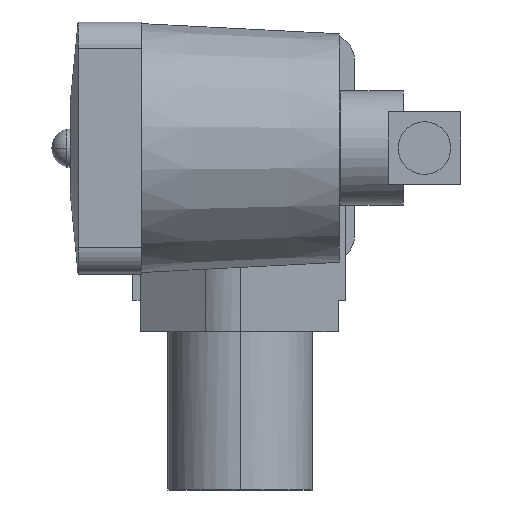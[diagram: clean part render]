
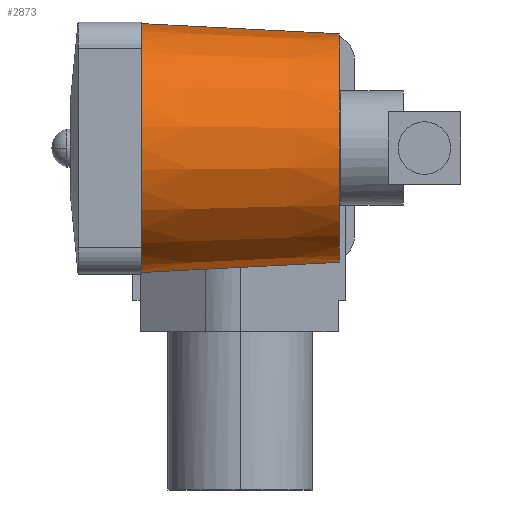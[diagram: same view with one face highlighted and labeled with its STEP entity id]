
A CAD part, left-side view. The second image highlights one B-rep face of the part: STEP entity #2873.
In plain terms, the highlighted conical face has half-angle 2.943 degrees and reference radius 30 mm.
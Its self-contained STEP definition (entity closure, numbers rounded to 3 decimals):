
#96 = EDGE_CURVE ( 'NONE', #2436, #3345, #2193, .T. ) ;
#175 = LINE ( 'NONE', #1238, #844 ) ;
#293 = CARTESIAN_POINT ( 'NONE',  ( 0., 59.5, 0. ) ) ;
#325 = DIRECTION ( 'NONE',  ( 0., 0., -1. ) ) ;
#335 = DIRECTION ( 'NONE',  ( 0., 0.999, 0.051 ) ) ;
#410 = EDGE_CURVE ( 'NONE', #2436, #3081, #1309, .T. ) ;
#522 = DIRECTION ( 'NONE',  ( 0., -1., 0. ) ) ;
#540 = CARTESIAN_POINT ( 'NONE',  ( 0., 7.5, 0. ) ) ;
#618 = VECTOR ( 'NONE', #335, 1000. ) ;
#761 = CARTESIAN_POINT ( 'NONE',  ( 0., 7.5, 30. ) ) ;
#844 = VECTOR ( 'NONE', #1529, 1000. ) ;
#893 = CARTESIAN_POINT ( 'NONE',  ( 0., 7.5, 30. ) ) ;
#987 = VERTEX_POINT ( 'NONE', #1317 ) ;
#1018 = DIRECTION ( 'NONE',  ( 0., 0., -1. ) ) ;
#1171 = DIRECTION ( 'NONE',  ( 0., 1., 0. ) ) ;
#1175 = AXIS2_PLACEMENT_3D ( 'NONE', #2019, #1171, #1956 ) ;
#1199 = ORIENTED_EDGE ( 'NONE', *, *, #410, .F. ) ;
#1238 = CARTESIAN_POINT ( 'NONE',  ( 0., 7.5, -30. ) ) ;
#1257 = AXIS2_PLACEMENT_3D ( 'NONE', #540, #522, #1018 ) ;
#1309 = CIRCLE ( 'NONE', #1257, 30. ) ;
#1317 = CARTESIAN_POINT ( 'NONE',  ( 0., 59.5, -32.673 ) ) ;
#1442 = ORIENTED_EDGE ( 'NONE', *, *, #96, .T. ) ;
#1457 = EDGE_CURVE ( 'NONE', #987, #3345, #1664, .T. ) ;
#1529 = DIRECTION ( 'NONE',  ( 0., 0.999, -0.051 ) ) ;
#1542 = CARTESIAN_POINT ( 'NONE',  ( 0., 59.5, 32.673 ) ) ;
#1664 = CIRCLE ( 'NONE', #2112, 32.673 ) ;
#1956 = DIRECTION ( 'NONE',  ( 0., 0., 1. ) ) ;
#2019 = CARTESIAN_POINT ( 'NONE',  ( 0., 7.5, 0. ) ) ;
#2112 = AXIS2_PLACEMENT_3D ( 'NONE', #293, #2754, #325 ) ;
#2152 = ORIENTED_EDGE ( 'NONE', *, *, #1457, .F. ) ;
#2178 = CARTESIAN_POINT ( 'NONE',  ( 0., 7.5, -30. ) ) ;
#2193 = LINE ( 'NONE', #893, #618 ) ;
#2436 = VERTEX_POINT ( 'NONE', #761 ) ;
#2511 = CONICAL_SURFACE ( 'NONE', #1175, 30., 0.051 ) ;
#2754 = DIRECTION ( 'NONE',  ( 0., 1., 0. ) ) ;
#2873 = ADVANCED_FACE ( 'NONE', ( #3049 ), #2511, .T. ) ;
#2995 = EDGE_LOOP ( 'NONE', ( #3248, #1199, #1442, #2152 ) ) ;
#3049 = FACE_OUTER_BOUND ( 'NONE', #2995, .T. ) ;
#3057 = EDGE_CURVE ( 'NONE', #3081, #987, #175, .T. ) ;
#3081 = VERTEX_POINT ( 'NONE', #2178 ) ;
#3248 = ORIENTED_EDGE ( 'NONE', *, *, #3057, .F. ) ;
#3345 = VERTEX_POINT ( 'NONE', #1542 ) ;
